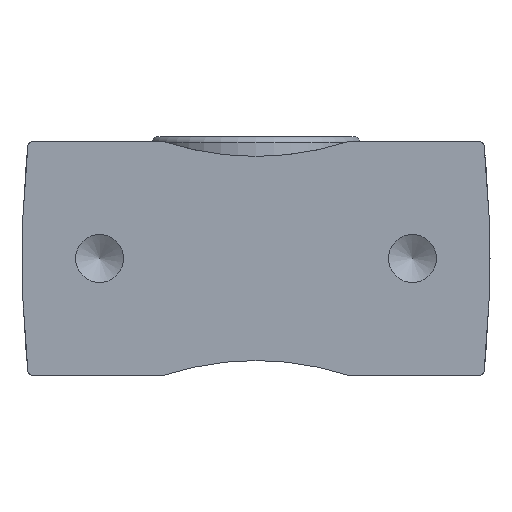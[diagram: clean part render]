
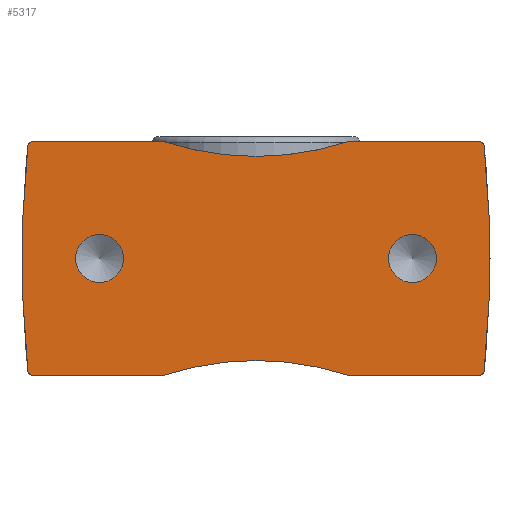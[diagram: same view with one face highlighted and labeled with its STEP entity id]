
A CAD part, front view. The second image highlights one B-rep face of the part: STEP entity #5317.
In plain terms, the highlighted face is planar.
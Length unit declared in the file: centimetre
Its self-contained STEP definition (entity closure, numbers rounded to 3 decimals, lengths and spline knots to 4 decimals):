
#99=CARTESIAN_POINT('',(-0.3899,-2.54,0.));
#100=VERTEX_POINT('',#99);
#110=CARTESIAN_POINT('',(0.3899,-2.54,0.));
#111=VERTEX_POINT('',#110);
#112=CARTESIAN_POINT('',(0.,-2.54,0.));
#113=DIRECTION('',(0.,0.,1.));
#114=DIRECTION('',(1.,0.,-0.));
#115=AXIS2_PLACEMENT_3D('',#112,#113,#114);
#116=CIRCLE('',#115,0.3899);
#117=EDGE_CURVE('',#111,#100,#116,.T.);
#119=CARTESIAN_POINT('',(0.,-2.54,0.));
#120=DIRECTION('',(0.,0.,1.));
#121=DIRECTION('',(1.,0.,-0.));
#122=AXIS2_PLACEMENT_3D('',#119,#120,#121);
#123=CIRCLE('',#122,0.3899);
#124=EDGE_CURVE('',#100,#111,#123,.T.);
#169=CARTESIAN_POINT('',(-0.3899,2.54,0.));
#170=VERTEX_POINT('',#169);
#180=CARTESIAN_POINT('',(0.3899,2.54,0.));
#181=VERTEX_POINT('',#180);
#182=CARTESIAN_POINT('',(0.,2.54,0.));
#183=DIRECTION('',(0.,0.,1.));
#184=DIRECTION('',(1.,0.,-0.));
#185=AXIS2_PLACEMENT_3D('',#182,#183,#184);
#186=CIRCLE('',#185,0.3899);
#187=EDGE_CURVE('',#181,#170,#186,.T.);
#189=CARTESIAN_POINT('',(0.,2.54,0.));
#190=DIRECTION('',(0.,0.,1.));
#191=DIRECTION('',(1.,0.,-0.));
#192=AXIS2_PLACEMENT_3D('',#189,#190,#191);
#193=CIRCLE('',#192,0.3899);
#194=EDGE_CURVE('',#170,#181,#193,.T.);
#3438=CARTESIAN_POINT('',(1.8203,3.7053,0.));
#3439=VERTEX_POINT('',#3438);
#3446=CARTESIAN_POINT('',(-1.8203,3.7053,0.));
#3447=VERTEX_POINT('',#3446);
#3448=CARTESIAN_POINT('',(-0.,-13.744,0.));
#3449=DIRECTION('',(0.,0.,-1.));
#3450=DIRECTION('',(-1.,0.,0.));
#3451=AXIS2_PLACEMENT_3D('',#3448,#3449,#3450);
#3452=CIRCLE('',#3451,17.544);
#3453=EDGE_CURVE('',#3447,#3439,#3452,.T.);
#3482=CARTESIAN_POINT('',(1.9,3.6169,0.));
#3483=VERTEX_POINT('',#3482);
#3490=CARTESIAN_POINT('',(1.8111,3.6169,0.));
#3491=DIRECTION('',(0.,-0.,1.));
#3492=DIRECTION('',(0.743,0.669,0.));
#3493=AXIS2_PLACEMENT_3D('',#3490,#3491,#3492);
#3494=CIRCLE('',#3493,0.0889);
#3495=EDGE_CURVE('',#3483,#3439,#3494,.T.);
#3507=CARTESIAN_POINT('',(1.9,1.5,0.));
#3508=VERTEX_POINT('',#3507);
#3515=CARTESIAN_POINT('',(1.9,12348.6968,0.));
#3516=DIRECTION('',(0.,-1.,0.));
#3517=VECTOR('',#3516,24690.);
#3518=LINE('',#3515,#3517);
#3519=EDGE_CURVE('',#3483,#3508,#3518,.T.);
#3532=CARTESIAN_POINT('',(1.6576,0.,0.));
#3533=VERTEX_POINT('',#3532);
#3591=CARTESIAN_POINT('',(1.9,-1.5,0.));
#3592=VERTEX_POINT('',#3591);
#3599=CARTESIAN_POINT('',(6.4201,0.,0.));
#3600=DIRECTION('',(0.,0.,1.));
#3601=DIRECTION('',(1.,0.,-0.));
#3602=AXIS2_PLACEMENT_3D('',#3599,#3600,#3601);
#3603=CIRCLE('',#3602,4.7625);
#3604=EDGE_CURVE('',#3533,#3592,#3603,.T.);
#4321=CARTESIAN_POINT('',(-1.6576,-0.,0.));
#4322=VERTEX_POINT('',#4321);
#4331=CARTESIAN_POINT('',(-1.9,1.5,0.));
#4332=VERTEX_POINT('',#4331);
#4339=CARTESIAN_POINT('',(-6.4201,0.,0.));
#4340=DIRECTION('',(0.,0.,1.));
#4341=DIRECTION('',(-1.,0.,0.));
#4342=AXIS2_PLACEMENT_3D('',#4339,#4340,#4341);
#4343=CIRCLE('',#4342,4.7625);
#4344=EDGE_CURVE('',#4322,#4332,#4343,.T.);
#4355=CARTESIAN_POINT('',(-1.9,3.6169,0.));
#4356=VERTEX_POINT('',#4355);
#4363=CARTESIAN_POINT('',(-1.9,12348.6968,0.));
#4364=DIRECTION('',(0.,-1.,0.));
#4365=VECTOR('',#4364,24690.);
#4366=LINE('',#4363,#4365);
#4367=EDGE_CURVE('',#4356,#4332,#4366,.T.);
#4380=CARTESIAN_POINT('',(-1.8111,3.6169,0.));
#4381=DIRECTION('',(0.,0.,1.));
#4382=DIRECTION('',(-0.743,0.669,0.));
#4383=AXIS2_PLACEMENT_3D('',#4380,#4381,#4382);
#4384=CIRCLE('',#4383,0.0889);
#4385=EDGE_CURVE('',#3447,#4356,#4384,.T.);
#5052=CARTESIAN_POINT('',(1.9,-3.6169,0.));
#5053=VERTEX_POINT('',#5052);
#5060=CARTESIAN_POINT('',(1.9,12348.6968,0.));
#5061=DIRECTION('',(0.,-1.,0.));
#5062=VECTOR('',#5061,24690.);
#5063=LINE('',#5060,#5062);
#5064=EDGE_CURVE('',#3592,#5053,#5063,.T.);
#5076=CARTESIAN_POINT('',(1.8203,-3.7053,0.));
#5077=VERTEX_POINT('',#5076);
#5084=CARTESIAN_POINT('',(1.8111,-3.6169,0.));
#5085=DIRECTION('',(0.,0.,1.));
#5086=DIRECTION('',(0.743,-0.669,0.));
#5087=AXIS2_PLACEMENT_3D('',#5084,#5085,#5086);
#5088=CIRCLE('',#5087,0.0889);
#5089=EDGE_CURVE('',#5077,#5053,#5088,.T.);
#5207=CARTESIAN_POINT('',(-1.8203,-3.7053,0.));
#5208=VERTEX_POINT('',#5207);
#5215=CARTESIAN_POINT('',(0.,13.744,0.));
#5216=DIRECTION('',(0.,0.,-1.));
#5217=DIRECTION('',(1.,0.,0.));
#5218=AXIS2_PLACEMENT_3D('',#5215,#5216,#5217);
#5219=CIRCLE('',#5218,17.544);
#5220=EDGE_CURVE('',#5077,#5208,#5219,.T.);
#5233=CARTESIAN_POINT('',(-1.9,-3.6169,0.));
#5234=VERTEX_POINT('',#5233);
#5241=CARTESIAN_POINT('',(-1.8111,-3.6169,0.));
#5242=DIRECTION('',(0.,0.,1.));
#5243=DIRECTION('',(-0.743,-0.669,0.));
#5244=AXIS2_PLACEMENT_3D('',#5241,#5242,#5243);
#5245=CIRCLE('',#5244,0.0889);
#5246=EDGE_CURVE('',#5234,#5208,#5245,.T.);
#5258=CARTESIAN_POINT('',(-1.9,-1.5,0.));
#5259=VERTEX_POINT('',#5258);
#5266=CARTESIAN_POINT('',(-1.9,12348.6968,0.));
#5267=DIRECTION('',(0.,-1.,0.));
#5268=VECTOR('',#5267,24690.);
#5269=LINE('',#5266,#5268);
#5270=EDGE_CURVE('',#5259,#5234,#5269,.T.);
#5276=CARTESIAN_POINT('',(0.9415,1.8777,0.));
#5277=DIRECTION('',(0.,0.,1.));
#5278=DIRECTION('',(1.,0.,0.));
#5279=AXIS2_PLACEMENT_3D('',#5276,#5277,#5278);
#5280=PLANE('',#5279);
#5281=ORIENTED_EDGE('',*,*,#117,.T.);
#5282=ORIENTED_EDGE('',*,*,#124,.T.);
#5283=EDGE_LOOP('',(#5281,#5282));
#5284=FACE_BOUND('',#5283,.T.);
#5285=ORIENTED_EDGE('',*,*,#187,.T.);
#5286=ORIENTED_EDGE('',*,*,#194,.T.);
#5287=EDGE_LOOP('',(#5285,#5286));
#5288=FACE_BOUND('',#5287,.T.);
#5289=ORIENTED_EDGE('',*,*,#5246,.F.);
#5290=ORIENTED_EDGE('',*,*,#5270,.F.);
#5291=CARTESIAN_POINT('',(-6.4201,0.,0.));
#5292=DIRECTION('',(0.,0.,1.));
#5293=DIRECTION('',(-1.,0.,0.));
#5294=AXIS2_PLACEMENT_3D('',#5291,#5292,#5293);
#5295=CIRCLE('',#5294,4.7625);
#5296=EDGE_CURVE('',#5259,#4322,#5295,.T.);
#5297=ORIENTED_EDGE('',*,*,#5296,.T.);
#5298=ORIENTED_EDGE('',*,*,#4344,.T.);
#5299=ORIENTED_EDGE('',*,*,#4367,.F.);
#5300=ORIENTED_EDGE('',*,*,#4385,.F.);
#5301=ORIENTED_EDGE('',*,*,#3453,.T.);
#5302=ORIENTED_EDGE('',*,*,#3495,.F.);
#5303=ORIENTED_EDGE('',*,*,#3519,.T.);
#5304=CARTESIAN_POINT('',(6.4201,0.,0.));
#5305=DIRECTION('',(0.,0.,1.));
#5306=DIRECTION('',(1.,0.,-0.));
#5307=AXIS2_PLACEMENT_3D('',#5304,#5305,#5306);
#5308=CIRCLE('',#5307,4.7625);
#5309=EDGE_CURVE('',#3508,#3533,#5308,.T.);
#5310=ORIENTED_EDGE('',*,*,#5309,.T.);
#5311=ORIENTED_EDGE('',*,*,#3604,.T.);
#5312=ORIENTED_EDGE('',*,*,#5064,.T.);
#5313=ORIENTED_EDGE('',*,*,#5089,.F.);
#5314=ORIENTED_EDGE('',*,*,#5220,.T.);
#5315=EDGE_LOOP('',(#5289,#5290,#5297,#5298,#5299,#5300,#5301,#5302,#5303,#5310,#5311,#5312,#5313,#5314));
#5316=FACE_BOUND('',#5315,.T.);
#5317=ADVANCED_FACE('',(#5284,#5288,#5316),#5280,.F.);
